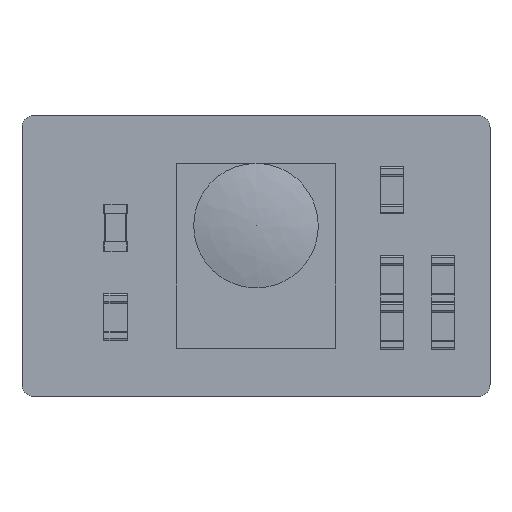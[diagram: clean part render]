
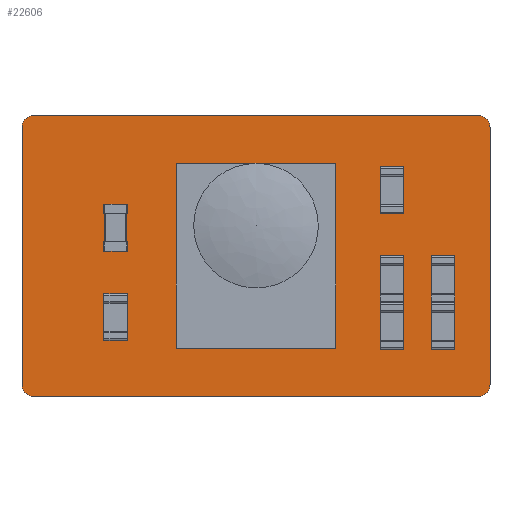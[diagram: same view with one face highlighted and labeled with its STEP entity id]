
A CAD part, top view. The second image highlights one B-rep face of the part: STEP entity #22606.
In plain terms, the highlighted planar face has unit normal (0, 0, 1).
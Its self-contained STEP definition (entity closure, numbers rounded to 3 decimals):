
#21976 = VERTEX_POINT('',#21977);
#21977 = CARTESIAN_POINT('',(-5.,-2.75,1.6));
#21984 = CYLINDRICAL_SURFACE('',#21985,0.25);
#21985 = AXIS2_PLACEMENT_3D('',#21986,#21987,#21988);
#21986 = CARTESIAN_POINT('',(-4.75,-2.75,0.));
#21987 = DIRECTION('',(-0.,-0.,-1.));
#21988 = DIRECTION('',(1.,0.,-0.));
#21996 = PLANE('',#21997);
#21997 = AXIS2_PLACEMENT_3D('',#21998,#21999,#22000);
#21998 = CARTESIAN_POINT('',(-5.,-2.75,0.));
#21999 = DIRECTION('',(-1.,0.,0.));
#22000 = DIRECTION('',(0.,1.,0.));
#22008 = EDGE_CURVE('',#21976,#22009,#22011,.T.);
#22009 = VERTEX_POINT('',#22010);
#22010 = CARTESIAN_POINT('',(-4.75,-3.,1.6));
#22011 = SURFACE_CURVE('',#22012,(#22017,#22024),.PCURVE_S1.);
#22012 = CIRCLE('',#22013,0.25);
#22013 = AXIS2_PLACEMENT_3D('',#22014,#22015,#22016);
#22014 = CARTESIAN_POINT('',(-4.75,-2.75,1.6));
#22015 = DIRECTION('',(0.,0.,1.));
#22016 = DIRECTION('',(1.,0.,-0.));
#22017 = PCURVE('',#21984,#22018);
#22018 = DEFINITIONAL_REPRESENTATION('',(#22019),#22023);
#22019 = LINE('',#22020,#22021);
#22020 = CARTESIAN_POINT('',(-0.,-1.6));
#22021 = VECTOR('',#22022,1.);
#22022 = DIRECTION('',(-1.,0.));
#22023 = ( GEOMETRIC_REPRESENTATION_CONTEXT(2) 
PARAMETRIC_REPRESENTATION_CONTEXT() REPRESENTATION_CONTEXT('2D SPACE',''
  ) );
#22024 = PCURVE('',#22025,#22030);
#22025 = PLANE('',#22026);
#22026 = AXIS2_PLACEMENT_3D('',#22027,#22028,#22029);
#22027 = CARTESIAN_POINT('',(0.,0.,1.6)
  );
#22028 = DIRECTION('',(0.,0.,1.));
#22029 = DIRECTION('',(1.,0.,-0.));
#22030 = DEFINITIONAL_REPRESENTATION('',(#22031),#22035);
#22031 = CIRCLE('',#22032,0.25);
#22032 = AXIS2_PLACEMENT_2D('',#22033,#22034);
#22033 = CARTESIAN_POINT('',(-4.75,-2.75));
#22034 = DIRECTION('',(1.,0.));
#22035 = ( GEOMETRIC_REPRESENTATION_CONTEXT(2) 
PARAMETRIC_REPRESENTATION_CONTEXT() REPRESENTATION_CONTEXT('2D SPACE',''
  ) );
#22053 = PLANE('',#22054);
#22054 = AXIS2_PLACEMENT_3D('',#22055,#22056,#22057);
#22055 = CARTESIAN_POINT('',(4.75,-3.,0.));
#22056 = DIRECTION('',(0.,-1.,0.));
#22057 = DIRECTION('',(-1.,0.,0.));
#22096 = EDGE_CURVE('',#21976,#22097,#22099,.T.);
#22097 = VERTEX_POINT('',#22098);
#22098 = CARTESIAN_POINT('',(-5.,2.75,1.6));
#22099 = SURFACE_CURVE('',#22100,(#22104,#22111),.PCURVE_S1.);
#22100 = LINE('',#22101,#22102);
#22101 = CARTESIAN_POINT('',(-5.,-2.75,1.6));
#22102 = VECTOR('',#22103,1.);
#22103 = DIRECTION('',(0.,1.,0.));
#22104 = PCURVE('',#21996,#22105);
#22105 = DEFINITIONAL_REPRESENTATION('',(#22106),#22110);
#22106 = LINE('',#22107,#22108);
#22107 = CARTESIAN_POINT('',(0.,-1.6));
#22108 = VECTOR('',#22109,1.);
#22109 = DIRECTION('',(1.,0.));
#22110 = ( GEOMETRIC_REPRESENTATION_CONTEXT(2) 
PARAMETRIC_REPRESENTATION_CONTEXT() REPRESENTATION_CONTEXT('2D SPACE',''
  ) );
#22111 = PCURVE('',#22025,#22112);
#22112 = DEFINITIONAL_REPRESENTATION('',(#22113),#22117);
#22113 = LINE('',#22114,#22115);
#22114 = CARTESIAN_POINT('',(-5.,-2.75));
#22115 = VECTOR('',#22116,1.);
#22116 = DIRECTION('',(0.,1.));
#22117 = ( GEOMETRIC_REPRESENTATION_CONTEXT(2) 
PARAMETRIC_REPRESENTATION_CONTEXT() REPRESENTATION_CONTEXT('2D SPACE',''
  ) );
#22135 = CYLINDRICAL_SURFACE('',#22136,0.25);
#22136 = AXIS2_PLACEMENT_3D('',#22137,#22138,#22139);
#22137 = CARTESIAN_POINT('',(-4.75,2.75,0.));
#22138 = DIRECTION('',(-0.,-0.,-1.));
#22139 = DIRECTION('',(1.,0.,-0.));
#22174 = VERTEX_POINT('',#22175);
#22175 = CARTESIAN_POINT('',(-4.75,3.,1.6));
#22189 = PLANE('',#22190);
#22190 = AXIS2_PLACEMENT_3D('',#22191,#22192,#22193);
#22191 = CARTESIAN_POINT('',(-4.75,3.,0.));
#22192 = DIRECTION('',(0.,1.,0.));
#22193 = DIRECTION('',(1.,0.,0.));
#22201 = EDGE_CURVE('',#22174,#22097,#22202,.T.);
#22202 = SURFACE_CURVE('',#22203,(#22208,#22215),.PCURVE_S1.);
#22203 = CIRCLE('',#22204,0.25);
#22204 = AXIS2_PLACEMENT_3D('',#22205,#22206,#22207);
#22205 = CARTESIAN_POINT('',(-4.75,2.75,1.6));
#22206 = DIRECTION('',(0.,0.,1.));
#22207 = DIRECTION('',(1.,0.,-0.));
#22208 = PCURVE('',#22135,#22209);
#22209 = DEFINITIONAL_REPRESENTATION('',(#22210),#22214);
#22210 = LINE('',#22211,#22212);
#22211 = CARTESIAN_POINT('',(-0.,-1.6));
#22212 = VECTOR('',#22213,1.);
#22213 = DIRECTION('',(-1.,0.));
#22214 = ( GEOMETRIC_REPRESENTATION_CONTEXT(2) 
PARAMETRIC_REPRESENTATION_CONTEXT() REPRESENTATION_CONTEXT('2D SPACE',''
  ) );
#22215 = PCURVE('',#22025,#22216);
#22216 = DEFINITIONAL_REPRESENTATION('',(#22217),#22221);
#22217 = CIRCLE('',#22218,0.25);
#22218 = AXIS2_PLACEMENT_2D('',#22219,#22220);
#22219 = CARTESIAN_POINT('',(-4.75,2.75));
#22220 = DIRECTION('',(1.,0.));
#22221 = ( GEOMETRIC_REPRESENTATION_CONTEXT(2) 
PARAMETRIC_REPRESENTATION_CONTEXT() REPRESENTATION_CONTEXT('2D SPACE',''
  ) );
#22250 = EDGE_CURVE('',#22174,#22251,#22253,.T.);
#22251 = VERTEX_POINT('',#22252);
#22252 = CARTESIAN_POINT('',(4.75,3.,1.6));
#22253 = SURFACE_CURVE('',#22254,(#22258,#22265),.PCURVE_S1.);
#22254 = LINE('',#22255,#22256);
#22255 = CARTESIAN_POINT('',(-4.75,3.,1.6));
#22256 = VECTOR('',#22257,1.);
#22257 = DIRECTION('',(1.,0.,0.));
#22258 = PCURVE('',#22189,#22259);
#22259 = DEFINITIONAL_REPRESENTATION('',(#22260),#22264);
#22260 = LINE('',#22261,#22262);
#22261 = CARTESIAN_POINT('',(0.,-1.6));
#22262 = VECTOR('',#22263,1.);
#22263 = DIRECTION('',(1.,0.));
#22264 = ( GEOMETRIC_REPRESENTATION_CONTEXT(2) 
PARAMETRIC_REPRESENTATION_CONTEXT() REPRESENTATION_CONTEXT('2D SPACE',''
  ) );
#22265 = PCURVE('',#22025,#22266);
#22266 = DEFINITIONAL_REPRESENTATION('',(#22267),#22271);
#22267 = LINE('',#22268,#22269);
#22268 = CARTESIAN_POINT('',(-4.75,3.));
#22269 = VECTOR('',#22270,1.);
#22270 = DIRECTION('',(1.,0.));
#22271 = ( GEOMETRIC_REPRESENTATION_CONTEXT(2) 
PARAMETRIC_REPRESENTATION_CONTEXT() REPRESENTATION_CONTEXT('2D SPACE',''
  ) );
#22289 = CYLINDRICAL_SURFACE('',#22290,0.25);
#22290 = AXIS2_PLACEMENT_3D('',#22291,#22292,#22293);
#22291 = CARTESIAN_POINT('',(4.75,2.75,0.));
#22292 = DIRECTION('',(-0.,-0.,-1.));
#22293 = DIRECTION('',(1.,0.,-0.));
#22328 = VERTEX_POINT('',#22329);
#22329 = CARTESIAN_POINT('',(5.,2.75,1.6));
#22343 = PLANE('',#22344);
#22344 = AXIS2_PLACEMENT_3D('',#22345,#22346,#22347);
#22345 = CARTESIAN_POINT('',(5.,2.75,0.));
#22346 = DIRECTION('',(1.,0.,-0.));
#22347 = DIRECTION('',(0.,-1.,0.));
#22355 = EDGE_CURVE('',#22328,#22251,#22356,.T.);
#22356 = SURFACE_CURVE('',#22357,(#22362,#22369),.PCURVE_S1.);
#22357 = CIRCLE('',#22358,0.25);
#22358 = AXIS2_PLACEMENT_3D('',#22359,#22360,#22361);
#22359 = CARTESIAN_POINT('',(4.75,2.75,1.6));
#22360 = DIRECTION('',(0.,0.,1.));
#22361 = DIRECTION('',(1.,0.,-0.));
#22362 = PCURVE('',#22289,#22363);
#22363 = DEFINITIONAL_REPRESENTATION('',(#22364),#22368);
#22364 = LINE('',#22365,#22366);
#22365 = CARTESIAN_POINT('',(-0.,-1.6));
#22366 = VECTOR('',#22367,1.);
#22367 = DIRECTION('',(-1.,0.));
#22368 = ( GEOMETRIC_REPRESENTATION_CONTEXT(2) 
PARAMETRIC_REPRESENTATION_CONTEXT() REPRESENTATION_CONTEXT('2D SPACE',''
  ) );
#22369 = PCURVE('',#22025,#22370);
#22370 = DEFINITIONAL_REPRESENTATION('',(#22371),#22375);
#22371 = CIRCLE('',#22372,0.25);
#22372 = AXIS2_PLACEMENT_2D('',#22373,#22374);
#22373 = CARTESIAN_POINT('',(4.75,2.75));
#22374 = DIRECTION('',(1.,0.));
#22375 = ( GEOMETRIC_REPRESENTATION_CONTEXT(2) 
PARAMETRIC_REPRESENTATION_CONTEXT() REPRESENTATION_CONTEXT('2D SPACE',''
  ) );
#22404 = EDGE_CURVE('',#22328,#22405,#22407,.T.);
#22405 = VERTEX_POINT('',#22406);
#22406 = CARTESIAN_POINT('',(5.,-2.75,1.6));
#22407 = SURFACE_CURVE('',#22408,(#22412,#22419),.PCURVE_S1.);
#22408 = LINE('',#22409,#22410);
#22409 = CARTESIAN_POINT('',(5.,2.75,1.6));
#22410 = VECTOR('',#22411,1.);
#22411 = DIRECTION('',(0.,-1.,0.));
#22412 = PCURVE('',#22343,#22413);
#22413 = DEFINITIONAL_REPRESENTATION('',(#22414),#22418);
#22414 = LINE('',#22415,#22416);
#22415 = CARTESIAN_POINT('',(0.,-1.6));
#22416 = VECTOR('',#22417,1.);
#22417 = DIRECTION('',(1.,0.));
#22418 = ( GEOMETRIC_REPRESENTATION_CONTEXT(2) 
PARAMETRIC_REPRESENTATION_CONTEXT() REPRESENTATION_CONTEXT('2D SPACE',''
  ) );
#22419 = PCURVE('',#22025,#22420);
#22420 = DEFINITIONAL_REPRESENTATION('',(#22421),#22425);
#22421 = LINE('',#22422,#22423);
#22422 = CARTESIAN_POINT('',(5.,2.75));
#22423 = VECTOR('',#22424,1.);
#22424 = DIRECTION('',(0.,-1.));
#22425 = ( GEOMETRIC_REPRESENTATION_CONTEXT(2) 
PARAMETRIC_REPRESENTATION_CONTEXT() REPRESENTATION_CONTEXT('2D SPACE',''
  ) );
#22443 = CYLINDRICAL_SURFACE('',#22444,0.25);
#22444 = AXIS2_PLACEMENT_3D('',#22445,#22446,#22447);
#22445 = CARTESIAN_POINT('',(4.75,-2.75,0.));
#22446 = DIRECTION('',(-0.,-0.,-1.));
#22447 = DIRECTION('',(1.,0.,-0.));
#22482 = VERTEX_POINT('',#22483);
#22483 = CARTESIAN_POINT('',(4.75,-3.,1.6));
#22504 = EDGE_CURVE('',#22482,#22405,#22505,.T.);
#22505 = SURFACE_CURVE('',#22506,(#22511,#22518),.PCURVE_S1.);
#22506 = CIRCLE('',#22507,0.25);
#22507 = AXIS2_PLACEMENT_3D('',#22508,#22509,#22510);
#22508 = CARTESIAN_POINT('',(4.75,-2.75,1.6));
#22509 = DIRECTION('',(0.,0.,1.));
#22510 = DIRECTION('',(1.,0.,-0.));
#22511 = PCURVE('',#22443,#22512);
#22512 = DEFINITIONAL_REPRESENTATION('',(#22513),#22517);
#22513 = LINE('',#22514,#22515);
#22514 = CARTESIAN_POINT('',(-0.,-1.6));
#22515 = VECTOR('',#22516,1.);
#22516 = DIRECTION('',(-1.,0.));
#22517 = ( GEOMETRIC_REPRESENTATION_CONTEXT(2) 
PARAMETRIC_REPRESENTATION_CONTEXT() REPRESENTATION_CONTEXT('2D SPACE',''
  ) );
#22518 = PCURVE('',#22025,#22519);
#22519 = DEFINITIONAL_REPRESENTATION('',(#22520),#22524);
#22520 = CIRCLE('',#22521,0.25);
#22521 = AXIS2_PLACEMENT_2D('',#22522,#22523);
#22522 = CARTESIAN_POINT('',(4.75,-2.75));
#22523 = DIRECTION('',(1.,0.));
#22524 = ( GEOMETRIC_REPRESENTATION_CONTEXT(2) 
PARAMETRIC_REPRESENTATION_CONTEXT() REPRESENTATION_CONTEXT('2D SPACE',''
  ) );
#22553 = EDGE_CURVE('',#22482,#22009,#22554,.T.);
#22554 = SURFACE_CURVE('',#22555,(#22559,#22566),.PCURVE_S1.);
#22555 = LINE('',#22556,#22557);
#22556 = CARTESIAN_POINT('',(4.75,-3.,1.6));
#22557 = VECTOR('',#22558,1.);
#22558 = DIRECTION('',(-1.,0.,0.));
#22559 = PCURVE('',#22053,#22560);
#22560 = DEFINITIONAL_REPRESENTATION('',(#22561),#22565);
#22561 = LINE('',#22562,#22563);
#22562 = CARTESIAN_POINT('',(0.,-1.6));
#22563 = VECTOR('',#22564,1.);
#22564 = DIRECTION('',(1.,0.));
#22565 = ( GEOMETRIC_REPRESENTATION_CONTEXT(2) 
PARAMETRIC_REPRESENTATION_CONTEXT() REPRESENTATION_CONTEXT('2D SPACE',''
  ) );
#22566 = PCURVE('',#22025,#22567);
#22567 = DEFINITIONAL_REPRESENTATION('',(#22568),#22572);
#22568 = LINE('',#22569,#22570);
#22569 = CARTESIAN_POINT('',(4.75,-3.));
#22570 = VECTOR('',#22571,1.);
#22571 = DIRECTION('',(-1.,0.));
#22572 = ( GEOMETRIC_REPRESENTATION_CONTEXT(2) 
PARAMETRIC_REPRESENTATION_CONTEXT() REPRESENTATION_CONTEXT('2D SPACE',''
  ) );
#22606 = ADVANCED_FACE('',(#22607),#22025,.T.);
#22607 = FACE_BOUND('',#22608,.T.);
#22608 = EDGE_LOOP('',(#22609,#22610,#22611,#22612,#22613,#22614,#22615,
    #22616));
#22609 = ORIENTED_EDGE('',*,*,#22008,.T.);
#22610 = ORIENTED_EDGE('',*,*,#22553,.F.);
#22611 = ORIENTED_EDGE('',*,*,#22504,.T.);
#22612 = ORIENTED_EDGE('',*,*,#22404,.F.);
#22613 = ORIENTED_EDGE('',*,*,#22355,.T.);
#22614 = ORIENTED_EDGE('',*,*,#22250,.F.);
#22615 = ORIENTED_EDGE('',*,*,#22201,.T.);
#22616 = ORIENTED_EDGE('',*,*,#22096,.F.);
